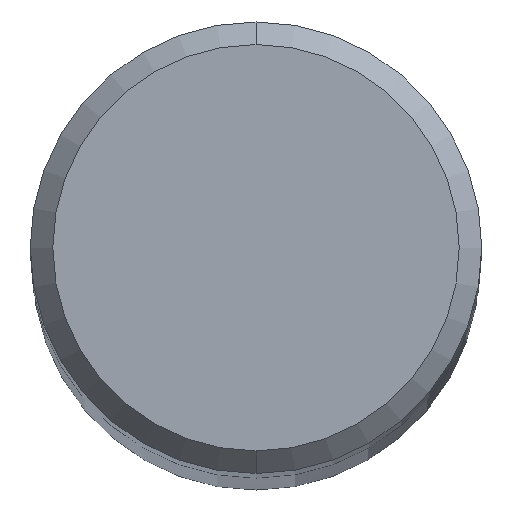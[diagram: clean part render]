
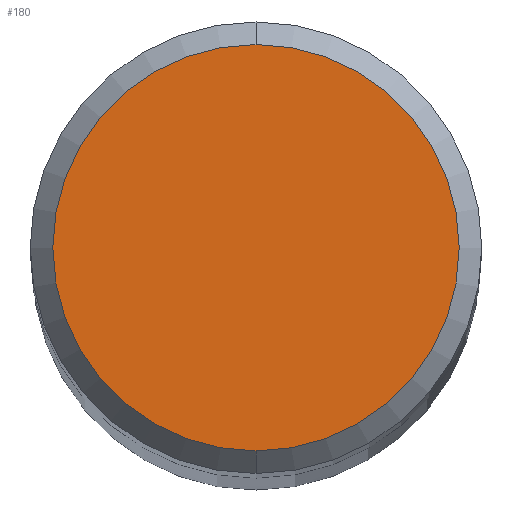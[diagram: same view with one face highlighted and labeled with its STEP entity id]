
A CAD part, top view. The second image highlights one B-rep face of the part: STEP entity #180.
In plain terms, the highlighted planar face has unit normal (0, 0, 1).
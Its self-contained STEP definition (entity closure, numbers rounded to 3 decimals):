
#122=VERTEX_POINT('',#268);
#140=EDGE_CURVE('',#122,#192,#291,.T.);
#172=EDGE_CURVE('',#192,#122,#325,.T.);
#180=ADVANCED_FACE('',(#333),#334,.T.);
#192=VERTEX_POINT('',#348);
#268=CARTESIAN_POINT('',(0.,-4.5,0.0));
#291=CIRCLE('',#457,4.5);
#325=CIRCLE('',#506,4.5);
#333=FACE_OUTER_BOUND('',#517,.T.);
#334=PLANE('',#518);
#348=CARTESIAN_POINT('',(0.0,4.5,0.0));
#457=AXIS2_PLACEMENT_3D('',#637,#638,#639);
#506=AXIS2_PLACEMENT_3D('',#677,#678,#679);
#517=EDGE_LOOP('',(#685,#686));
#518=AXIS2_PLACEMENT_3D('',#687,#688,#689);
#637=CARTESIAN_POINT('',(0.0,0.0,0.0));
#638=DIRECTION('',(0.0,0.0,-1.0));
#639=DIRECTION('',(0.0,1.0,0.0));
#677=CARTESIAN_POINT('',(0.0,0.0,0.0));
#678=DIRECTION('',(0.0,0.0,-1.0));
#679=DIRECTION('',(0.0,1.0,0.0));
#685=ORIENTED_EDGE('',*,*,#172,.F.);
#686=ORIENTED_EDGE('',*,*,#140,.F.);
#687=CARTESIAN_POINT('',(0.0,2.25,0.0));
#688=DIRECTION('',(-0.0,0.0,1.0));
#689=DIRECTION('',(0.0,-1.0,0.0));
